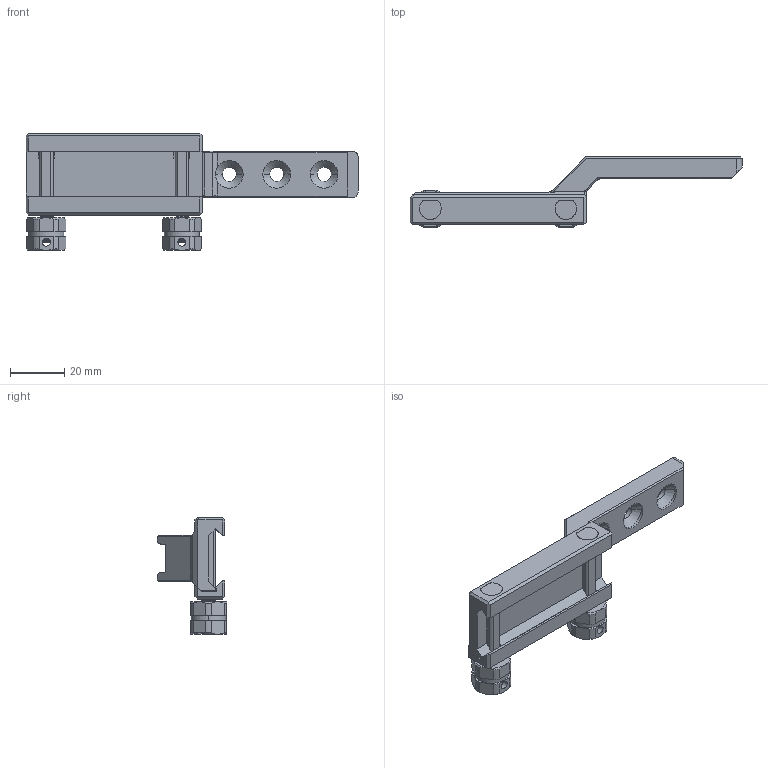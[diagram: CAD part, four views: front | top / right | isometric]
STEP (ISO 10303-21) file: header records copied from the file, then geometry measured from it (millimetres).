
FILE_DESCRIPTION((''),'2;1');
FILE_NAME('WX-82JZ_ASM_4_ASM','2025-10-03T20:19:07',('pc'),(''),'CREO PARAMETRIC BY PTC INC, 2023424','CREO PARAMETRIC BY PTC INC, 2023424','');
FILE_SCHEMA(('CONFIG_CONTROL_DESIGN'));
Length unit declared in the file: millimetre
Products named in the file (8): M82ZJ-1; M82ZJ-2; M5X42_2; M5X13_6; 82ZJ-3_3_1; 82ZJ-3_3_2; 82ZJ-3_3_ASM; WX-82JZ_ASM_4_ASM
Assembly tree (9 placements, depth 3):
  WX-82JZ_ASM_4_ASM
    M82ZJ-1
    M82ZJ-2
    M5X42_2  x2
    M5X13_6  x2
    82ZJ-3_3_ASM
      82ZJ-3_3_1
      82ZJ-3_3_2
Bounding box: 122.5 x 25.8 x 43 mm (x, y, z)
Volume: 24823.5 mm3; surface area: 16595.9 mm2
Topology: 8 solids, 8 shells, 455 faces, 1226 edges, 786 vertices
Faces by surface type: cylinder 189, plane 160, cone 64, bspline 38, extrusion 4
Entity records: 14851 total; most frequent: CARTESIAN_POINT 6919, ORIENTED_EDGE 1698, DIRECTION 1521, EDGE_CURVE 849, VERTEX_POINT 548, AXIS2_PLACEMENT_3D 534, VECTOR 453, LINE 451
